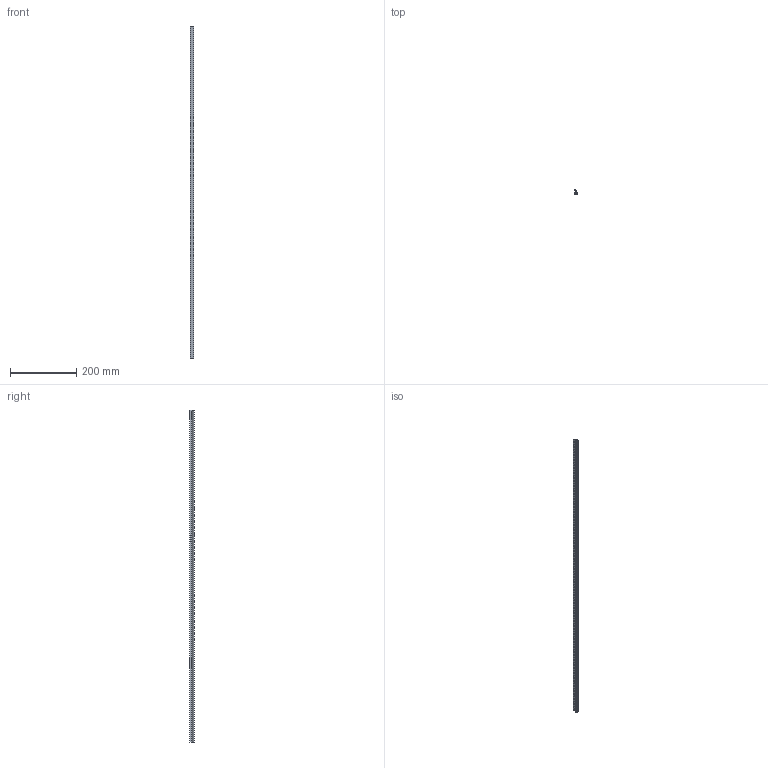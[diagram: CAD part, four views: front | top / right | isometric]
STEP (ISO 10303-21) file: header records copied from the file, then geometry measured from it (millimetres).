
FILE_DESCRIPTION((''),'2;1');
FILE_NAME('AR3508.stp','2021-02-16T11:41:09',('arma03'),(''),'Autodesk Inventor 2013','Autodesk Inventor 2013','');
FILE_SCHEMA(('AUTOMOTIVE_DESIGN { 1 0 10303 214 1 1 1 1 }'));
Length unit declared in the file: millimetre
Products named in the file (1): AR3508
Bounding box: 10.82 x 14.91 x 1000 mm (x, y, z)
Volume: 59777.9 mm3; surface area: 73492.8 mm2
Topology: 1 solids, 1 shells, 1035 faces, 3099 edges, 2066 vertices
Faces by surface type: plane 681, cylinder 354
Entity records: 34855 total; most frequent: CARTESIAN_POINT 6201, ORIENTED_EDGE 6198, DIRECTION 5879, EDGE_CURVE 3099, VECTOR 2391, LINE 2391, VERTEX_POINT 2066, AXIS2_PLACEMENT_3D 1744
